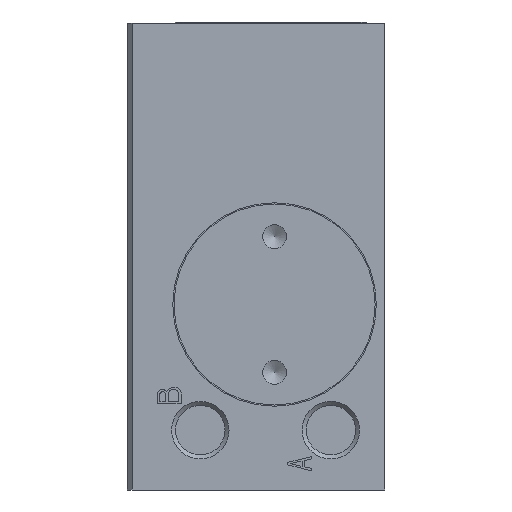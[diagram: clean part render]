
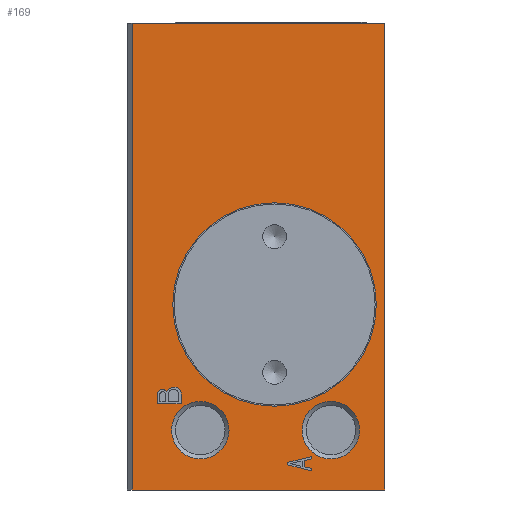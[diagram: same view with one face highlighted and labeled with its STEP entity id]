
A CAD part, left-side view. The second image highlights one B-rep face of the part: STEP entity #169.
In plain terms, the highlighted face is planar.
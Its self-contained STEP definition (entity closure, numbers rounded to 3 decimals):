
#169 = ADVANCED_FACE( '', ( #307, #308, #309, #310, #311, #312 ), #313, .F. );
#307 = FACE_BOUND( '', #654, .T. );
#308 = FACE_BOUND( '', #655, .T. );
#309 = FACE_BOUND( '', #656, .T. );
#310 = FACE_OUTER_BOUND( '', #657, .T. );
#311 = FACE_BOUND( '', #658, .T. );
#312 = FACE_BOUND( '', #659, .T. );
#313 = PLANE( '', #660 );
#654 = EDGE_LOOP( '', ( #1000, #1001, #1002, #1003, #1004 ) );
#655 = EDGE_LOOP( '', ( #1005 ) );
#656 = EDGE_LOOP( '', ( #1006 ) );
#657 = EDGE_LOOP( '', ( #1007, #1008, #1009, #1010 ) );
#658 = EDGE_LOOP( '', ( #1011 ) );
#659 = EDGE_LOOP( '', ( #1012, #1013, #1014, #1015, #1016, #1017, #1018, #1019 ) );
#660 = AXIS2_PLACEMENT_3D( '', #1020, #1021, #1022 );
#1000 = ORIENTED_EDGE( '', *, *, #1924, .F. );
#1001 = ORIENTED_EDGE( '', *, *, #1925, .F. );
#1002 = ORIENTED_EDGE( '', *, *, #1926, .F. );
#1003 = ORIENTED_EDGE( '', *, *, #1927, .F. );
#1004 = ORIENTED_EDGE( '', *, *, #1928, .F. );
#1005 = ORIENTED_EDGE( '', *, *, #1929, .T. );
#1006 = ORIENTED_EDGE( '', *, *, #1930, .F. );
#1007 = ORIENTED_EDGE( '', *, *, #1931, .T. );
#1008 = ORIENTED_EDGE( '', *, *, #1932, .F. );
#1009 = ORIENTED_EDGE( '', *, *, #1933, .F. );
#1010 = ORIENTED_EDGE( '', *, *, #1934, .T. );
#1011 = ORIENTED_EDGE( '', *, *, #1935, .F. );
#1012 = ORIENTED_EDGE( '', *, *, #1936, .T. );
#1013 = ORIENTED_EDGE( '', *, *, #1937, .T. );
#1014 = ORIENTED_EDGE( '', *, *, #1938, .T. );
#1015 = ORIENTED_EDGE( '', *, *, #1939, .T. );
#1016 = ORIENTED_EDGE( '', *, *, #1940, .T. );
#1017 = ORIENTED_EDGE( '', *, *, #1941, .T. );
#1018 = ORIENTED_EDGE( '', *, *, #1942, .T. );
#1019 = ORIENTED_EDGE( '', *, *, #1943, .T. );
#1020 = CARTESIAN_POINT( '', ( 19.5, 2.5, -27.5 ) );
#1021 = DIRECTION( '', ( 0., 0., 1. ) );
#1022 = DIRECTION( '', ( 1., 0., 0. ) );
#1924 = EDGE_CURVE( '', #2186, #2187, #2188, .T. );
#1925 = EDGE_CURVE( '', #2189, #2186, #2190, .T. );
#1926 = EDGE_CURVE( '', #2191, #2189, #2192, .T. );
#1927 = EDGE_CURVE( '', #2193, #2191, #2194, .T. );
#1928 = EDGE_CURVE( '', #2187, #2193, #2195, .T. );
#1929 = EDGE_CURVE( '', #2196, #2196, #2197, .T. );
#1930 = EDGE_CURVE( '', #2198, #2198, #2199, .F. );
#1931 = EDGE_CURVE( '', #2200, #2201, #2202, .T. );
#1932 = EDGE_CURVE( '', #2203, #2201, #2204, .T. );
#1933 = EDGE_CURVE( '', #2205, #2203, #2206, .T. );
#1934 = EDGE_CURVE( '', #2205, #2200, #2207, .T. );
#1935 = EDGE_CURVE( '', #2208, #2208, #2209, .F. );
#1936 = EDGE_CURVE( '', #2210, #2211, #2212, .T. );
#1937 = EDGE_CURVE( '', #2211, #2213, #2214, .T. );
#1938 = EDGE_CURVE( '', #2213, #2215, #2216, .T. );
#1939 = EDGE_CURVE( '', #2215, #2217, #2218, .T. );
#1940 = EDGE_CURVE( '', #2217, #2219, #2220, .T. );
#1941 = EDGE_CURVE( '', #2219, #2221, #2222, .T. );
#1942 = EDGE_CURVE( '', #2221, #2223, #2224, .T. );
#1943 = EDGE_CURVE( '', #2223, #2210, #2225, .T. );
#2186 = VERTEX_POINT( '', #2628 );
#2187 = VERTEX_POINT( '', #2629 );
#2188 = LINE( '', #2630, #2631 );
#2189 = VERTEX_POINT( '', #2632 );
#2190 = LINE( '', #2633, #2634 );
#2191 = VERTEX_POINT( '', #2635 );
#2192 = CIRCLE( '', #2636, 0.435 );
#2193 = VERTEX_POINT( '', #2637 );
#2194 = CIRCLE( '', #2638, 0.62 );
#2195 = LINE( '', #2639, #2640 );
#2196 = VERTEX_POINT( '', #2641 );
#2197 = CIRCLE( '', #2642, 8.5 );
#2198 = VERTEX_POINT( '', #2643 );
#2199 = CIRCLE( '', #2644, 2.4 );
#2200 = VERTEX_POINT( '', #2645 );
#2201 = VERTEX_POINT( '', #2646 );
#2202 = LINE( '', #2647, #2648 );
#2203 = VERTEX_POINT( '', #2649 );
#2204 = LINE( '', #2650, #2651 );
#2205 = VERTEX_POINT( '', #2652 );
#2206 = LINE( '', #2653, #2654 );
#2207 = LINE( '', #2655, #2656 );
#2208 = VERTEX_POINT( '', #2657 );
#2209 = CIRCLE( '', #2658, 2.4 );
#2210 = VERTEX_POINT( '', #2659 );
#2211 = VERTEX_POINT( '', #2660 );
#2212 = LINE( '', #2661, #2662 );
#2213 = VERTEX_POINT( '', #2663 );
#2214 = LINE( '', #2664, #2665 );
#2215 = VERTEX_POINT( '', #2666 );
#2216 = LINE( '', #2667, #2668 );
#2217 = VERTEX_POINT( '', #2669 );
#2218 = LINE( '', #2670, #2671 );
#2219 = VERTEX_POINT( '', #2672 );
#2220 = LINE( '', #2673, #2674 );
#2221 = VERTEX_POINT( '', #2675 );
#2222 = LINE( '', #2676, #2677 );
#2223 = VERTEX_POINT( '', #2678 );
#2224 = LINE( '', #2679, #2680 );
#2225 = LINE( '', #2681, #2682 );
#2628 = CARTESIAN_POINT( '', ( 12.3, 21.5, -27.5 ) );
#2629 = CARTESIAN_POINT( '', ( 12.3, 19.5, -27.5 ) );
#2630 = CARTESIAN_POINT( '', ( 12.3, 21.5, -27.5 ) );
#2631 = VECTOR( '', #3248, 1000. );
#2632 = CARTESIAN_POINT( '', ( 11.5, 21.5, -27.5 ) );
#2633 = CARTESIAN_POINT( '', ( 11.5, 21.5, -27.5 ) );
#2634 = VECTOR( '', #3249, 1000. );
#2635 = CARTESIAN_POINT( '', ( 11.3, 20.7, -27.5 ) );
#2636 = AXIS2_PLACEMENT_3D( '', #3250, #3251, #3252 );
#2637 = CARTESIAN_POINT( '', ( 11.5, 19.5, -27.5 ) );
#2638 = AXIS2_PLACEMENT_3D( '', #3253, #3254, #3255 );
#2639 = CARTESIAN_POINT( '', ( 12.3, 19.5, -27.5 ) );
#2640 = VECTOR( '', #3256, 1000. );
#2641 = CARTESIAN_POINT( '', ( 12.5, 11.7, -27.5 ) );
#2642 = AXIS2_PLACEMENT_3D( '', #3257, #3258, #3259 );
#2643 = CARTESIAN_POINT( '', ( 16.9, 17.9, -27.5 ) );
#2644 = AXIS2_PLACEMENT_3D( '', #3260, #3261, #3262 );
#2645 = CARTESIAN_POINT( '', ( -19.5, 2.5, -27.5 ) );
#2646 = CARTESIAN_POINT( '', ( -19.5, 23.6, -27.5 ) );
#2647 = CARTESIAN_POINT( '', ( -19.5, 2.5, -27.5 ) );
#2648 = VECTOR( '', #3263, 1000. );
#2649 = CARTESIAN_POINT( '', ( 19.5, 23.6, -27.5 ) );
#2650 = CARTESIAN_POINT( '', ( 19.5, 23.6, -27.5 ) );
#2651 = VECTOR( '', #3264, 1000. );
#2652 = CARTESIAN_POINT( '', ( 19.5, 2.5, -27.5 ) );
#2653 = CARTESIAN_POINT( '', ( 19.5, 2.5, -27.5 ) );
#2654 = VECTOR( '', #3265, 1000. );
#2655 = CARTESIAN_POINT( '', ( 19.5, 2.5, -27.5 ) );
#2656 = VECTOR( '', #3266, 1000. );
#2657 = CARTESIAN_POINT( '', ( 16.9, 7., -27.5 ) );
#2658 = AXIS2_PLACEMENT_3D( '', #3267, #3268, #3269 );
#2659 = CARTESIAN_POINT( '', ( 17.2, 10.6, -27.5 ) );
#2660 = CARTESIAN_POINT( '', ( 16.7, 8.6, -27.5 ) );
#2661 = CARTESIAN_POINT( '', ( 17.2, 10.6, -27.5 ) );
#2662 = VECTOR( '', #3270, 1000. );
#2663 = CARTESIAN_POINT( '', ( 16.9, 8.6, -27.5 ) );
#2664 = CARTESIAN_POINT( '', ( 16.7, 8.6, -27.5 ) );
#2665 = VECTOR( '', #3271, 1000. );
#2666 = CARTESIAN_POINT( '', ( 17.033, 9.2, -27.5 ) );
#2667 = CARTESIAN_POINT( '', ( 16.9, 8.6, -27.5 ) );
#2668 = VECTOR( '', #3272, 1000. );
#2669 = CARTESIAN_POINT( '', ( 17.567, 9.2, -27.5 ) );
#2670 = CARTESIAN_POINT( '', ( 17.033, 9.2, -27.5 ) );
#2671 = VECTOR( '', #3273, 1000. );
#2672 = CARTESIAN_POINT( '', ( 17.7, 8.6, -27.5 ) );
#2673 = CARTESIAN_POINT( '', ( 17.567, 9.2, -27.5 ) );
#2674 = VECTOR( '', #3274, 1000. );
#2675 = CARTESIAN_POINT( '', ( 17.9, 8.6, -27.5 ) );
#2676 = CARTESIAN_POINT( '', ( 17.7, 8.6, -27.5 ) );
#2677 = VECTOR( '', #3275, 1000. );
#2678 = CARTESIAN_POINT( '', ( 17.4, 10.6, -27.5 ) );
#2679 = CARTESIAN_POINT( '', ( 17.9, 8.6, -27.5 ) );
#2680 = VECTOR( '', #3276, 1000. );
#2681 = CARTESIAN_POINT( '', ( 17.4, 10.6, -27.5 ) );
#2682 = VECTOR( '', #3277, 1000. );
#3248 = DIRECTION( '', ( 0., -1., 0. ) );
#3249 = DIRECTION( '', ( 1., 0., 0. ) );
#3250 = CARTESIAN_POINT( '', ( 11.533, 21.067, -27.5 ) );
#3251 = DIRECTION( '', ( 0., 0., -1. ) );
#3252 = DIRECTION( '', ( -1., 0., 0. ) );
#3253 = CARTESIAN_POINT( '', ( 11.52, 20.12, -27.5 ) );
#3254 = DIRECTION( '', ( 0., 0., -1. ) );
#3255 = DIRECTION( '', ( -1., 0., 0. ) );
#3256 = DIRECTION( '', ( -1., 0., 0. ) );
#3257 = CARTESIAN_POINT( '', ( 4., 11.7, -27.5 ) );
#3258 = DIRECTION( '', ( 0., 0., 1. ) );
#3259 = DIRECTION( '', ( 1., 0., 0. ) );
#3260 = CARTESIAN_POINT( '', ( 14.5, 17.9, -27.5 ) );
#3261 = DIRECTION( '', ( 0., 0., 1. ) );
#3262 = DIRECTION( '', ( 1., 0., 0. ) );
#3263 = DIRECTION( '', ( 0., 1., 0. ) );
#3264 = DIRECTION( '', ( -1., 0., 0. ) );
#3265 = DIRECTION( '', ( 0., 1., 0. ) );
#3266 = DIRECTION( '', ( -1., 0., 0. ) );
#3267 = CARTESIAN_POINT( '', ( 14.5, 7., -27.5 ) );
#3268 = DIRECTION( '', ( 0., 0., 1. ) );
#3269 = DIRECTION( '', ( 1., 0., 0. ) );
#3270 = DIRECTION( '', ( -0.243, -0.97, 0. ) );
#3271 = DIRECTION( '', ( 1., 0., 0. ) );
#3272 = DIRECTION( '', ( 0.217, 0.976, 0. ) );
#3273 = DIRECTION( '', ( 1., 0., 0. ) );
#3274 = DIRECTION( '', ( 0.217, -0.976, 0. ) );
#3275 = DIRECTION( '', ( 1., 0., 0. ) );
#3276 = DIRECTION( '', ( -0.243, 0.97, 0. ) );
#3277 = DIRECTION( '', ( -1., 0., 0. ) );
